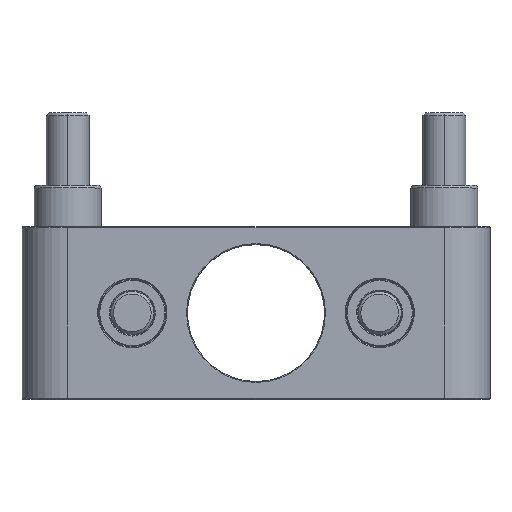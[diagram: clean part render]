
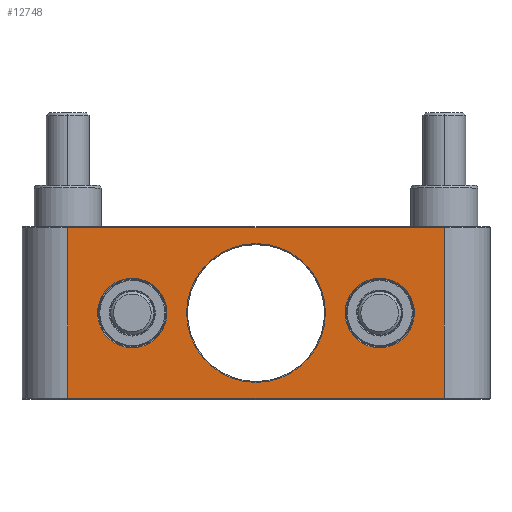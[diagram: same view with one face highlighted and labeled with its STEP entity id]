
A CAD part, top view. The second image highlights one B-rep face of the part: STEP entity #12748.
In plain terms, the highlighted face is planar.
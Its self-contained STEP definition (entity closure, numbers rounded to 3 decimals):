
#358 = ORIENTED_EDGE ( 'NONE', *, *, #10402, .T. ) ;
#639 = AXIS2_PLACEMENT_3D ( 'NONE', #14843, #9724, #9373 ) ;
#1333 = VECTOR ( 'NONE', #18824, 1000. ) ;
#1385 = CARTESIAN_POINT ( 'NONE',  ( -46., 0., -30. ) ) ;
#1675 = CARTESIAN_POINT ( 'NONE',  ( 33.1, 0., -30. ) ) ;
#1735 = CIRCLE ( 'NONE', #13610, 12.9 ) ;
#2000 = DIRECTION ( 'NONE',  ( 0., 0., 1. ) ) ;
#2115 = EDGE_CURVE ( 'NONE', #16535, #16035, #11061, .T. ) ;
#2345 = EDGE_CURVE ( 'NONE', #18481, #22864, #14343, .T. ) ;
#2791 = FACE_BOUND ( 'NONE', #9093, .T. ) ;
#2960 = VECTOR ( 'NONE', #6199, 1000. ) ;
#3125 = DIRECTION ( 'NONE',  ( 0., 0., -1. ) ) ;
#3930 = CARTESIAN_POINT ( 'NONE',  ( 70., 31.7, -30. ) ) ;
#3962 = CARTESIAN_POINT ( 'NONE',  ( 46., 0., -30. ) ) ;
#4055 = AXIS2_PLACEMENT_3D ( 'NONE', #17335, #3125, #13822 ) ;
#4709 = EDGE_CURVE ( 'NONE', #6548, #13367, #19405, .T. ) ;
#4873 = PLANE ( 'NONE',  #4055 ) ;
#5957 = LINE ( 'NONE', #18420, #12816 ) ;
#6199 = DIRECTION ( 'NONE',  ( 0., -1., 0. ) ) ;
#6244 = CARTESIAN_POINT ( 'NONE',  ( -33.1, 0., -30. ) ) ;
#6548 = VERTEX_POINT ( 'NONE', #1675 ) ;
#6585 = DIRECTION ( 'NONE',  ( -1., 0., 0. ) ) ;
#6613 = EDGE_LOOP ( 'NONE', ( #358, #10996, #10647, #9183 ) ) ;
#6853 = DIRECTION ( 'NONE',  ( 0., 0., 1. ) ) ;
#7208 = DIRECTION ( 'NONE',  ( -1., 0., 0. ) ) ;
#8174 = DIRECTION ( 'NONE',  ( -1., 0., 0. ) ) ;
#8196 = EDGE_CURVE ( 'NONE', #16035, #20343, #9793, .T. ) ;
#8700 = ORIENTED_EDGE ( 'NONE', *, *, #13802, .T. ) ;
#8850 = CARTESIAN_POINT ( 'NONE',  ( -87., 31.7, -30. ) ) ;
#9093 = EDGE_LOOP ( 'NONE', ( #19492, #18850 ) ) ;
#9183 = ORIENTED_EDGE ( 'NONE', *, *, #10941, .T. ) ;
#9373 = DIRECTION ( 'NONE',  ( -1., 0., 0. ) ) ;
#9581 = AXIS2_PLACEMENT_3D ( 'NONE', #13690, #19055, #10182 ) ;
#9595 = VERTEX_POINT ( 'NONE', #16451 ) ;
#9722 = ORIENTED_EDGE ( 'NONE', *, *, #22565, .T. ) ;
#9724 = DIRECTION ( 'NONE',  ( 0., 0., 1. ) ) ;
#9793 = LINE ( 'NONE', #20418, #2960 ) ;
#10142 = CARTESIAN_POINT ( 'NONE',  ( -46., 0., -30. ) ) ;
#10182 = DIRECTION ( 'NONE',  ( -1., 0., 0. ) ) ;
#10320 = CARTESIAN_POINT ( 'NONE',  ( -70., -31.7, -30. ) ) ;
#10402 = EDGE_CURVE ( 'NONE', #21770, #16535, #11582, .T. ) ;
#10643 = VECTOR ( 'NONE', #18180, 1000. ) ;
#10647 = ORIENTED_EDGE ( 'NONE', *, *, #8196, .T. ) ;
#10835 = AXIS2_PLACEMENT_3D ( 'NONE', #3962, #2000, #7208 ) ;
#10941 = EDGE_CURVE ( 'NONE', #20343, #21770, #5957, .T. ) ;
#10996 = ORIENTED_EDGE ( 'NONE', *, *, #2115, .T. ) ;
#11061 = LINE ( 'NONE', #8850, #10643 ) ;
#11582 = LINE ( 'NONE', #11694, #1333 ) ;
#11694 = CARTESIAN_POINT ( 'NONE',  ( -70., -32., -30. ) ) ;
#11753 = CARTESIAN_POINT ( 'NONE',  ( -25.8, 0., -30. ) ) ;
#11862 = CARTESIAN_POINT ( 'NONE',  ( 0., 0., -30. ) ) ;
#12748 = ADVANCED_FACE ( 'NONE', ( #2791, #15346, #22447, #13713 ), #4873, .T. ) ;
#12816 = VECTOR ( 'NONE', #16078, 1000. ) ;
#12932 = CARTESIAN_POINT ( 'NONE',  ( -70., 31.7, -30. ) ) ;
#13356 = AXIS2_PLACEMENT_3D ( 'NONE', #1385, #13689, #6585 ) ;
#13367 = VERTEX_POINT ( 'NONE', #16409 ) ;
#13610 = AXIS2_PLACEMENT_3D ( 'NONE', #10142, #18904, #8174 ) ;
#13689 = DIRECTION ( 'NONE',  ( 0., 0., 1. ) ) ;
#13690 = CARTESIAN_POINT ( 'NONE',  ( 46., 0., -30. ) ) ;
#13713 = FACE_OUTER_BOUND ( 'NONE', #6613, .T. ) ;
#13802 = EDGE_CURVE ( 'NONE', #13367, #6548, #15165, .T. ) ;
#13822 = DIRECTION ( 'NONE',  ( -1., 0., 0. ) ) ;
#14343 = CIRCLE ( 'NONE', #20705, 25.8 ) ;
#14638 = ORIENTED_EDGE ( 'NONE', *, *, #4709, .T. ) ;
#14843 = CARTESIAN_POINT ( 'NONE',  ( 0., 0., -30. ) ) ;
#15052 = EDGE_CURVE ( 'NONE', #9595, #21893, #15212, .T. ) ;
#15139 = CARTESIAN_POINT ( 'NONE',  ( 70., -31.7, -30. ) ) ;
#15165 = CIRCLE ( 'NONE', #9581, 12.9 ) ;
#15212 = CIRCLE ( 'NONE', #13356, 12.9 ) ;
#15346 = FACE_BOUND ( 'NONE', #20321, .T. ) ;
#15469 = CIRCLE ( 'NONE', #639, 25.8 ) ;
#16035 = VERTEX_POINT ( 'NONE', #3930 ) ;
#16078 = DIRECTION ( 'NONE',  ( -1., 0., 0. ) ) ;
#16409 = CARTESIAN_POINT ( 'NONE',  ( 58.9, 0., -30. ) ) ;
#16451 = CARTESIAN_POINT ( 'NONE',  ( -58.9, 0., -30. ) ) ;
#16535 = VERTEX_POINT ( 'NONE', #12932 ) ;
#17335 = CARTESIAN_POINT ( 'NONE',  ( -87., -32., -30. ) ) ;
#18180 = DIRECTION ( 'NONE',  ( 1., 0., 0. ) ) ;
#18420 = CARTESIAN_POINT ( 'NONE',  ( -70., -31.7, -30. ) ) ;
#18481 = VERTEX_POINT ( 'NONE', #22610 ) ;
#18824 = DIRECTION ( 'NONE',  ( 0., 1., 0. ) ) ;
#18850 = ORIENTED_EDGE ( 'NONE', *, *, #20011, .T. ) ;
#18904 = DIRECTION ( 'NONE',  ( 0., 0., 1. ) ) ;
#19055 = DIRECTION ( 'NONE',  ( 0., 0., 1. ) ) ;
#19405 = CIRCLE ( 'NONE', #10835, 12.9 ) ;
#19492 = ORIENTED_EDGE ( 'NONE', *, *, #15052, .T. ) ;
#20011 = EDGE_CURVE ( 'NONE', #21893, #9595, #1735, .T. ) ;
#20321 = EDGE_LOOP ( 'NONE', ( #9722, #20822 ) ) ;
#20343 = VERTEX_POINT ( 'NONE', #15139 ) ;
#20418 = CARTESIAN_POINT ( 'NONE',  ( 70., -32., -30. ) ) ;
#20705 = AXIS2_PLACEMENT_3D ( 'NONE', #11862, #6853, #22579 ) ;
#20709 = EDGE_LOOP ( 'NONE', ( #14638, #8700 ) ) ;
#20822 = ORIENTED_EDGE ( 'NONE', *, *, #2345, .T. ) ;
#21770 = VERTEX_POINT ( 'NONE', #10320 ) ;
#21893 = VERTEX_POINT ( 'NONE', #6244 ) ;
#22447 = FACE_BOUND ( 'NONE', #20709, .T. ) ;
#22565 = EDGE_CURVE ( 'NONE', #22864, #18481, #15469, .T. ) ;
#22579 = DIRECTION ( 'NONE',  ( -1., 0., 0. ) ) ;
#22610 = CARTESIAN_POINT ( 'NONE',  ( 25.8, 0., -30. ) ) ;
#22864 = VERTEX_POINT ( 'NONE', #11753 ) ;
